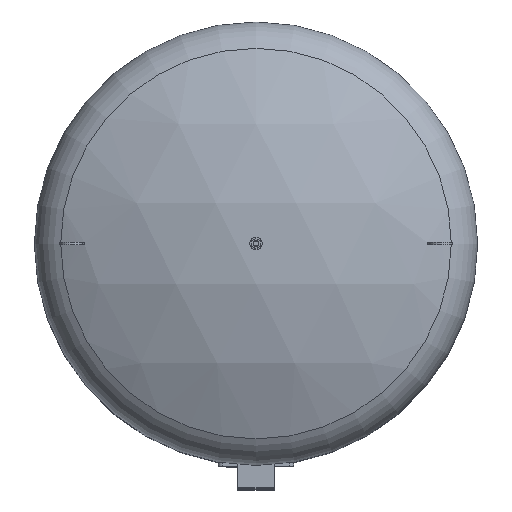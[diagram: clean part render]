
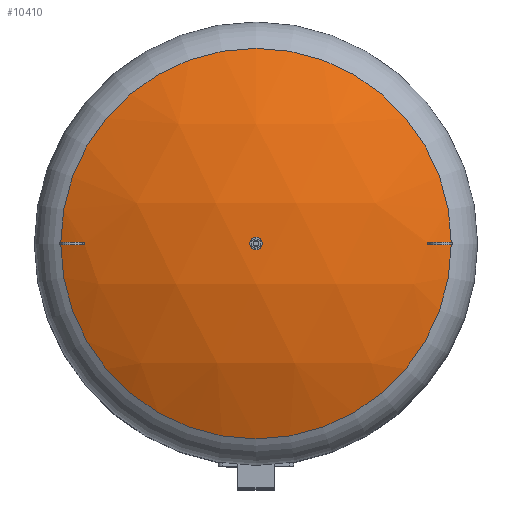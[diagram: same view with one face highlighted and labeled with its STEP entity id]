
A CAD part, top view. The second image highlights one B-rep face of the part: STEP entity #10410.
In plain terms, the highlighted spherical face has radius 1207 mm.
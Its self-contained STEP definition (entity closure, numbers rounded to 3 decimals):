
#2113=SPHERICAL_SURFACE('',#11290,1207.);
#2185=FACE_BOUND('',#3395,.T.);
#2186=FACE_BOUND('',#3396,.T.);
#2707=FACE_OUTER_BOUND('',#3394,.T.);
#3394=EDGE_LOOP('',(#8078));
#3395=EDGE_LOOP('',(#8079,#8080,#8081,#8082));
#3396=EDGE_LOOP('',(#8083,#8084,#8085,#8086));
#4112=CIRCLE('',#11263,1206.996);
#4115=CIRCLE('',#11267,1197.757);
#4117=CIRCLE('',#11271,1188.221);
#4118=CIRCLE('',#11273,1206.996);
#4120=CIRCLE('',#11277,1206.996);
#4123=CIRCLE('',#11281,1197.757);
#4125=CIRCLE('',#11285,1188.221);
#4127=CIRCLE('',#11289,1206.996);
#4128=CIRCLE('',#11291,528.621);
#4758=VERTEX_POINT('',#16404);
#4759=VERTEX_POINT('',#16405);
#4763=VERTEX_POINT('',#16415);
#4766=VERTEX_POINT('',#16424);
#4768=VERTEX_POINT('',#16434);
#4769=VERTEX_POINT('',#16435);
#4773=VERTEX_POINT('',#16445);
#4776=VERTEX_POINT('',#16454);
#4778=VERTEX_POINT('',#16464);
#5967=EDGE_CURVE('',#4758,#4759,#4112,.T.);
#5972=EDGE_CURVE('',#4763,#4758,#4115,.T.);
#5976=EDGE_CURVE('',#4759,#4766,#4117,.T.);
#5979=EDGE_CURVE('',#4766,#4763,#4118,.T.);
#5981=EDGE_CURVE('',#4768,#4769,#4120,.T.);
#5986=EDGE_CURVE('',#4773,#4768,#4123,.T.);
#5990=EDGE_CURVE('',#4769,#4776,#4125,.T.);
#5994=EDGE_CURVE('',#4776,#4773,#4127,.T.);
#5995=EDGE_CURVE('',#4778,#4778,#4128,.T.);
#8078=ORIENTED_EDGE('',*,*,#5995,.F.);
#8079=ORIENTED_EDGE('',*,*,#5972,.T.);
#8080=ORIENTED_EDGE('',*,*,#5967,.T.);
#8081=ORIENTED_EDGE('',*,*,#5976,.T.);
#8082=ORIENTED_EDGE('',*,*,#5979,.T.);
#8083=ORIENTED_EDGE('',*,*,#5986,.T.);
#8084=ORIENTED_EDGE('',*,*,#5981,.T.);
#8085=ORIENTED_EDGE('',*,*,#5990,.T.);
#8086=ORIENTED_EDGE('',*,*,#5994,.T.);
#10410=ADVANCED_FACE('',(#2707,#2185,#2186),#2113,.T.);
#11263=AXIS2_PLACEMENT_3D('',#16406,#13187,#13188);
#11267=AXIS2_PLACEMENT_3D('',#16416,#13197,#13198);
#11271=AXIS2_PLACEMENT_3D('',#16425,#13207,#13208);
#11273=AXIS2_PLACEMENT_3D('',#16430,#13213,#13214);
#11277=AXIS2_PLACEMENT_3D('',#16436,#13221,#13222);
#11281=AXIS2_PLACEMENT_3D('',#16446,#13231,#13232);
#11285=AXIS2_PLACEMENT_3D('',#16455,#13241,#13242);
#11289=AXIS2_PLACEMENT_3D('',#16462,#13251,#13252);
#11290=AXIS2_PLACEMENT_3D('',#16463,#13253,#13254);
#11291=AXIS2_PLACEMENT_3D('',#16465,#13255,#13256);
#13187=DIRECTION('center_axis',(0.,-1.,0.));
#13188=DIRECTION('ref_axis',(0.,0.,1.));
#13197=DIRECTION('center_axis',(0.964,0.,
0.267));
#13198=DIRECTION('ref_axis',(-0.267,0.,0.964));
#13207=DIRECTION('center_axis',(-0.964,0.,
-0.267));
#13208=DIRECTION('ref_axis',(0.267,0.,-0.964));
#13213=DIRECTION('center_axis',(0.,1.,0.));
#13214=DIRECTION('ref_axis',(0.,0.,-1.));
#13221=DIRECTION('center_axis',(0.,1.,0.));
#13222=DIRECTION('ref_axis',(0.,0.,-1.));
#13231=DIRECTION('center_axis',(-0.964,0.,
0.267));
#13232=DIRECTION('ref_axis',(-0.267,0.,-0.964));
#13241=DIRECTION('center_axis',(0.964,0.,
-0.267));
#13242=DIRECTION('ref_axis',(0.267,0.,0.964));
#13251=DIRECTION('center_axis',(0.,-1.,0.));
#13252=DIRECTION('ref_axis',(0.,0.,1.));
#13253=DIRECTION('center_axis',(0.,-1.,0.));
#13254=DIRECTION('ref_axis',(-1.,0.,0.));
#13255=DIRECTION('center_axis',(0.,0.,
-1.));
#13256=DIRECTION('ref_axis',(1.,0.,0.));
#16404=CARTESIAN_POINT('',(-463.452,-3.,1867.474));
#16405=CARTESIAN_POINT('',(-521.619,-3.,1841.464));
#16406=CARTESIAN_POINT('Origin',(0.,-3.,
753.));
#16415=CARTESIAN_POINT('',(-463.452,3.,1867.474));
#16416=CARTESIAN_POINT('Origin',(-143.674,0.,
713.197));
#16424=CARTESIAN_POINT('',(-521.619,3.,1841.464));
#16425=CARTESIAN_POINT('Origin',(-204.387,0.,
696.377));
#16430=CARTESIAN_POINT('Origin',(0.,3.,
753.));
#16434=CARTESIAN_POINT('',(463.452,3.,1867.474));
#16435=CARTESIAN_POINT('',(521.619,3.,1841.464));
#16436=CARTESIAN_POINT('Origin',(0.,3.,
753.));
#16445=CARTESIAN_POINT('',(463.452,-3.,1867.474));
#16446=CARTESIAN_POINT('Origin',(143.674,0.,
713.197));
#16454=CARTESIAN_POINT('',(521.619,-3.,1841.464));
#16455=CARTESIAN_POINT('Origin',(204.387,0.,696.377));
#16462=CARTESIAN_POINT('Origin',(0.,-3.,
753.));
#16463=CARTESIAN_POINT('Origin',(0.,0.,
753.));
#16464=CARTESIAN_POINT('',(528.621,0.,1838.085));
#16465=CARTESIAN_POINT('Origin',(0.,0.,
1838.085));
